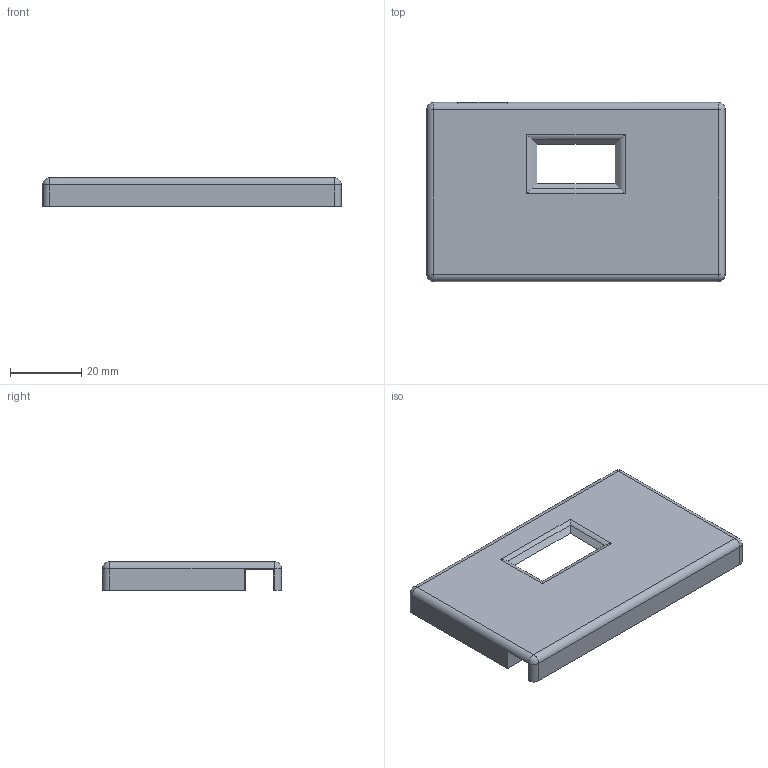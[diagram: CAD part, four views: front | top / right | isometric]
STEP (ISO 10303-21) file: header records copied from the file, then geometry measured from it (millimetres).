
FILE_DESCRIPTION(/* description */ (''),/* implementation_level */ '2;1');
FILE_NAME(/* name */ 'case_top.step',/* time_stamp */ '2025-07-31T18:18:24+01:00',/* author */ (''),/* organization */ (''),/* preprocessor_version */ 'ST-DEVELOPER v20.1',/* originating_system */ 'Autodesk Translation Framework v14.10.0.0',/* authorisation */ '');
FILE_SCHEMA (('AUTOMOTIVE_DESIGN { 1 0 10303 214 3 1 1 }'));
Length unit declared in the file: millimetre
Products named in the file (1): Case Top
Bounding box: 83.97 x 50.35 x 8 mm (x, y, z)
Volume: 11998.9 mm3; surface area: 11397.4 mm2
Topology: 1 solids, 1 shells, 71 faces, 180 edges, 114 vertices
Faces by surface type: plane 46, cylinder 21, sphere 4
Full cylindrical faces by diameter (mm): 2.2 x2, 3.5 x1, 4.5 x2
Entity records: 2166 total; most frequent: CARTESIAN_POINT 366, DIRECTION 364, ORIENTED_EDGE 360, EDGE_CURVE 180, LINE 140, VECTOR 140, VERTEX_POINT 114, AXIS2_PLACEMENT_3D 112
